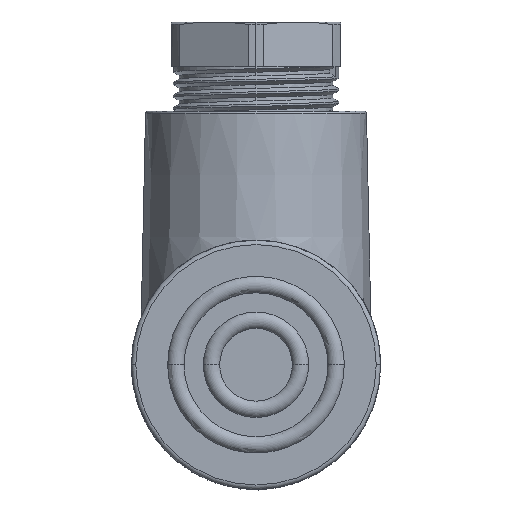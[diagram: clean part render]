
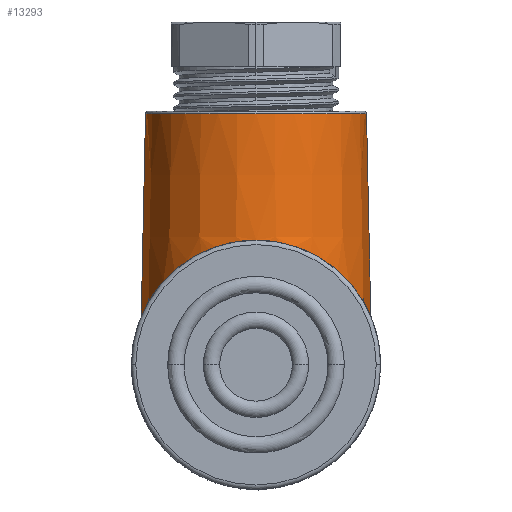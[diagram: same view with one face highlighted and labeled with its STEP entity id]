
A CAD part, top view. The second image highlights one B-rep face of the part: STEP entity #13293.
In plain terms, the highlighted conical face has half-angle 1.206 degrees and reference radius 13 mm.
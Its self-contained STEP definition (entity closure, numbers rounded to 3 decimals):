
#13215=AXIS2_PLACEMENT_3D('Cone Axis2P3D',#13212,#13213,#13214) ;
#13226=AXIS2_PLACEMENT_3D('Circle Axis2P3D',#13224,#13225,$) ;
#12735=CARTESIAN_POINT('Vertex',(3.6,21.8,60.323)) ;
#12739=CARTESIAN_POINT('Control Point',(3.6,21.8,60.323)) ;
#12740=CARTESIAN_POINT('Control Point',(2.844,20.792,59.314)) ;
#12741=CARTESIAN_POINT('Control Point',(2.235,19.726,58.253)) ;
#12742=CARTESIAN_POINT('Control Point',(1.766,18.625,57.152)) ;
#12743=CARTESIAN_POINT('Control Point',(1.364,17.29,55.813)) ;
#12744=CARTESIAN_POINT('Control Point',(1.144,15.946,54.45)) ;
#12745=CARTESIAN_POINT('Control Point',(1.103,15.652,54.153)) ;
#12746=CARTESIAN_POINT('Control Point',(1.066,15.332,53.826)) ;
#12747=CARTESIAN_POINT('Control Point',(1.039,15.017,53.493)) ;
#12748=CARTESIAN_POINT('Control Point',(1.032,14.918,53.389)) ;
#12749=CARTESIAN_POINT('Control Point',(1.025,14.818,53.276)) ;
#12750=CARTESIAN_POINT('Control Point',(1.02,14.725,53.159)) ;
#12751=CARTESIAN_POINT('Vertex',(1.02,14.725,53.159)) ;
#12755=CARTESIAN_POINT('Control Point',(1.02,14.725,53.159)) ;
#12756=CARTESIAN_POINT('Control Point',(1.016,14.641,53.054)) ;
#12757=CARTESIAN_POINT('Control Point',(1.012,14.564,52.93)) ;
#12758=CARTESIAN_POINT('Control Point',(1.012,14.556,52.8)) ;
#12759=CARTESIAN_POINT('Vertex',(1.012,14.556,52.8)) ;
#12882=CARTESIAN_POINT('Vertex',(26.988,14.547,52.8)) ;
#12886=CARTESIAN_POINT('Control Point',(26.988,14.547,52.8)) ;
#12887=CARTESIAN_POINT('Control Point',(26.989,14.546,52.925)) ;
#12888=CARTESIAN_POINT('Control Point',(26.986,14.618,53.044)) ;
#12889=CARTESIAN_POINT('Control Point',(26.981,14.707,53.14)) ;
#12890=CARTESIAN_POINT('Control Point',(26.976,14.789,53.236)) ;
#12891=CARTESIAN_POINT('Vertex',(26.976,14.789,53.236)) ;
#12895=CARTESIAN_POINT('Control Point',(26.976,14.789,53.236)) ;
#12896=CARTESIAN_POINT('Control Point',(26.964,14.981,53.463)) ;
#12897=CARTESIAN_POINT('Control Point',(26.948,15.188,53.676)) ;
#12898=CARTESIAN_POINT('Control Point',(26.928,15.394,53.889)) ;
#12899=CARTESIAN_POINT('Control Point',(26.881,15.783,54.286)) ;
#12900=CARTESIAN_POINT('Control Point',(26.819,16.172,54.679)) ;
#12901=CARTESIAN_POINT('Control Point',(26.789,16.341,54.85)) ;
#12902=CARTESIAN_POINT('Control Point',(26.727,16.663,55.176)) ;
#12903=CARTESIAN_POINT('Control Point',(26.654,16.985,55.501)) ;
#12904=CARTESIAN_POINT('Control Point',(26.614,17.153,55.67)) ;
#12905=CARTESIAN_POINT('Control Point',(26.333,18.228,56.753)) ;
#12906=CARTESIAN_POINT('Control Point',(25.932,19.289,57.815)) ;
#12907=CARTESIAN_POINT('Control Point',(25.512,20.155,58.68)) ;
#12908=CARTESIAN_POINT('Control Point',(25.003,20.995,59.518)) ;
#12909=CARTESIAN_POINT('Control Point',(24.4,21.8,60.323)) ;
#12910=CARTESIAN_POINT('Vertex',(24.4,21.8,60.323)) ;
#13194=CARTESIAN_POINT('Vertex',(3.6,23.372,60.267)) ;
#13198=CARTESIAN_POINT('Control Point',(3.6,23.372,60.267)) ;
#13199=CARTESIAN_POINT('Control Point',(3.6,23.058,60.278)) ;
#13200=CARTESIAN_POINT('Control Point',(3.6,22.743,60.289)) ;
#13201=CARTESIAN_POINT('Control Point',(3.6,22.429,60.301)) ;
#13202=CARTESIAN_POINT('Control Point',(3.6,22.114,60.312)) ;
#13203=CARTESIAN_POINT('Control Point',(3.6,21.8,60.323)) ;
#13212=CARTESIAN_POINT('Axis2P3D Location',(14.,14.,52.8)) ;
#13217=CARTESIAN_POINT('Line Origine',(10544.484,-499566.483,52.8)) ;
#13221=CARTESIAN_POINT('Vertex',(26.406,42.206,52.8)) ;
#13224=CARTESIAN_POINT('Axis2P3D Location',(14.,42.206,52.8)) ;
#13228=CARTESIAN_POINT('Vertex',(1.594,42.206,52.8)) ;
#13231=CARTESIAN_POINT('Line Origine',(-10516.484,-499566.483,52.8)) ;
#13237=CARTESIAN_POINT('Control Point',(7.896,26.599,63.977)) ;
#13238=CARTESIAN_POINT('Control Point',(6.634,25.988,63.302)) ;
#13239=CARTESIAN_POINT('Control Point',(5.473,25.216,62.442)) ;
#13240=CARTESIAN_POINT('Control Point',(4.452,24.318,61.419)) ;
#13241=CARTESIAN_POINT('Control Point',(3.6,23.372,60.267)) ;
#13242=CARTESIAN_POINT('Vertex',(7.896,26.599,63.977)) ;
#13246=CARTESIAN_POINT('Control Point',(14.017,28.,65.505)) ;
#13247=CARTESIAN_POINT('Control Point',(12.425,28.002,65.507)) ;
#13248=CARTESIAN_POINT('Control Point',(10.83,27.746,65.249)) ;
#13249=CARTESIAN_POINT('Control Point',(9.3,27.279,64.727)) ;
#13250=CARTESIAN_POINT('Control Point',(7.896,26.599,63.977)) ;
#13251=CARTESIAN_POINT('Vertex',(14.017,28.,65.505)) ;
#13255=CARTESIAN_POINT('Control Point',(20.118,26.593,63.969)) ;
#13256=CARTESIAN_POINT('Control Point',(18.719,27.272,64.719)) ;
#13257=CARTESIAN_POINT('Control Point',(17.195,27.739,65.242)) ;
#13258=CARTESIAN_POINT('Control Point',(15.605,27.998,65.503)) ;
#13259=CARTESIAN_POINT('Control Point',(14.017,28.,65.505)) ;
#13260=CARTESIAN_POINT('Vertex',(20.118,26.593,63.969)) ;
#13264=CARTESIAN_POINT('Control Point',(24.4,23.372,60.267)) ;
#13265=CARTESIAN_POINT('Control Point',(23.551,24.315,61.415)) ;
#13266=CARTESIAN_POINT('Control Point',(22.533,25.21,62.437)) ;
#13267=CARTESIAN_POINT('Control Point',(21.375,25.982,63.295)) ;
#13268=CARTESIAN_POINT('Control Point',(20.118,26.593,63.969)) ;
#13269=CARTESIAN_POINT('Vertex',(24.4,23.372,60.267)) ;
#13273=CARTESIAN_POINT('Control Point',(24.4,21.8,60.323)) ;
#13274=CARTESIAN_POINT('Control Point',(24.4,22.324,60.304)) ;
#13275=CARTESIAN_POINT('Control Point',(24.4,22.848,60.285)) ;
#13276=CARTESIAN_POINT('Control Point',(24.4,23.372,60.267)) ;
#13213=DIRECTION('Axis2P3D Direction',(0.,-1.,0.)) ;
#13214=DIRECTION('Axis2P3D XDirection',(1.,0.,0.)) ;
#13218=DIRECTION('Vector Direction',(0.021,-1.,0.)) ;
#13225=DIRECTION('Axis2P3D Direction',(0.,-1.,0.)) ;
#13232=DIRECTION('Vector Direction',(-0.021,-1.,0.)) ;
#13219=VECTOR('Line Direction',#13218,1.) ;
#13233=VECTOR('Line Direction',#13232,1.) ;
#13279=ORIENTED_EDGE('',*,*,#13223,.T.) ;
#13280=ORIENTED_EDGE('',*,*,#13230,.T.) ;
#13281=ORIENTED_EDGE('',*,*,#13235,.T.) ;
#13282=ORIENTED_EDGE('',*,*,#12761,.F.) ;
#13283=ORIENTED_EDGE('',*,*,#12753,.F.) ;
#13284=ORIENTED_EDGE('',*,*,#13204,.F.) ;
#13285=ORIENTED_EDGE('',*,*,#13244,.F.) ;
#13286=ORIENTED_EDGE('',*,*,#13253,.F.) ;
#13287=ORIENTED_EDGE('',*,*,#13262,.F.) ;
#13288=ORIENTED_EDGE('',*,*,#13271,.F.) ;
#13289=ORIENTED_EDGE('',*,*,#13277,.F.) ;
#13290=ORIENTED_EDGE('',*,*,#12912,.F.) ;
#13291=ORIENTED_EDGE('',*,*,#12893,.F.) ;
#13293=ADVANCED_FACE('Hauptkoerper',(#13292),#13216,.T.) ;
#12738=B_SPLINE_CURVE_WITH_KNOTS('',5,(#12739,#12740,#12741,#12742,#12743,#12744,#12745,#12746,#12747,#12748,#12749,#12750),.UNSPECIFIED.,.F.,.U.,(6,3,3,6),(0.,11.448,13.631,14.69),.UNSPECIFIED.) ;
#12754=B_SPLINE_CURVE_WITH_KNOTS('',3,(#12755,#12756,#12757,#12758),.UNSPECIFIED.,.F.,.U.,(4,4),(0.,0.566),.UNSPECIFIED.) ;
#12885=B_SPLINE_CURVE_WITH_KNOTS('',4,(#12886,#12887,#12888,#12889,#12890),.UNSPECIFIED.,.F.,.U.,(5,5),(0.063,0.78),.UNSPECIFIED.) ;
#12894=B_SPLINE_CURVE_WITH_KNOTS('',5,(#12895,#12896,#12897,#12898,#12899,#12900,#12901,#12902,#12903,#12904,#12905,#12906,#12907,#12908,#12909),.UNSPECIFIED.,.F.,.U.,(6,3,3,3,6),(0.,2.107,3.954,5.801,14.985),.UNSPECIFIED.) ;
#13197=B_SPLINE_CURVE_WITH_KNOTS('',5,(#13198,#13199,#13200,#13201,#13202,#13203),.UNSPECIFIED.,.F.,.U.,(6,6),(0.,2.225),.UNSPECIFIED.) ;
#13236=B_SPLINE_CURVE_WITH_KNOTS('',4,(#13237,#13238,#13239,#13240,#13241),.UNSPECIFIED.,.F.,.U.,(5,5),(0.,45.454),.UNSPECIFIED.) ;
#13245=B_SPLINE_CURVE_WITH_KNOTS('',4,(#13246,#13247,#13248,#13249,#13250),.UNSPECIFIED.,.F.,.U.,(5,5),(0.,50.553),.UNSPECIFIED.) ;
#13254=B_SPLINE_CURVE_WITH_KNOTS('',4,(#13255,#13256,#13257,#13258,#13259),.UNSPECIFIED.,.F.,.U.,(5,5),(0.,50.41),.UNSPECIFIED.) ;
#13263=B_SPLINE_CURVE_WITH_KNOTS('',4,(#13264,#13265,#13266,#13267,#13268),.UNSPECIFIED.,.F.,.U.,(5,5),(0.,45.321),.UNSPECIFIED.) ;
#13272=B_SPLINE_CURVE_WITH_KNOTS('',3,(#13273,#13274,#13275,#13276),.UNSPECIFIED.,.F.,.U.,(4,4),(0.,2.253),.UNSPECIFIED.) ;
#13227=CIRCLE('generated circle',#13226,12.406) ;
#13216=CONICAL_SURFACE('Cone',#13215,13.,0.021) ;
#12753=EDGE_CURVE('',#12736,#12752,#12738,.T.) ;
#12761=EDGE_CURVE('',#12752,#12760,#12754,.T.) ;
#12893=EDGE_CURVE('',#12883,#12892,#12885,.T.) ;
#12912=EDGE_CURVE('',#12892,#12911,#12894,.T.) ;
#13204=EDGE_CURVE('',#13195,#12736,#13197,.T.) ;
#13223=EDGE_CURVE('',#12883,#13222,#13220,.F.) ;
#13230=EDGE_CURVE('',#13222,#13229,#13227,.T.) ;
#13235=EDGE_CURVE('',#13229,#12760,#13234,.T.) ;
#13244=EDGE_CURVE('',#13243,#13195,#13236,.T.) ;
#13253=EDGE_CURVE('',#13252,#13243,#13245,.T.) ;
#13262=EDGE_CURVE('',#13261,#13252,#13254,.T.) ;
#13271=EDGE_CURVE('',#13270,#13261,#13263,.T.) ;
#13277=EDGE_CURVE('',#12911,#13270,#13272,.T.) ;
#13278=EDGE_LOOP('',(#13279,#13280,#13281,#13282,#13283,#13284,#13285,#13286,#13287,#13288,#13289,#13290,#13291)) ;
#13292=FACE_OUTER_BOUND('',#13278,.T.) ;
#13220=LINE('Line',#13217,#13219) ;
#13234=LINE('Line',#13231,#13233) ;
#12736=VERTEX_POINT('',#12735) ;
#12752=VERTEX_POINT('',#12751) ;
#12760=VERTEX_POINT('',#12759) ;
#12883=VERTEX_POINT('',#12882) ;
#12892=VERTEX_POINT('',#12891) ;
#12911=VERTEX_POINT('',#12910) ;
#13195=VERTEX_POINT('',#13194) ;
#13222=VERTEX_POINT('',#13221) ;
#13229=VERTEX_POINT('',#13228) ;
#13243=VERTEX_POINT('',#13242) ;
#13252=VERTEX_POINT('',#13251) ;
#13261=VERTEX_POINT('',#13260) ;
#13270=VERTEX_POINT('',#13269) ;
